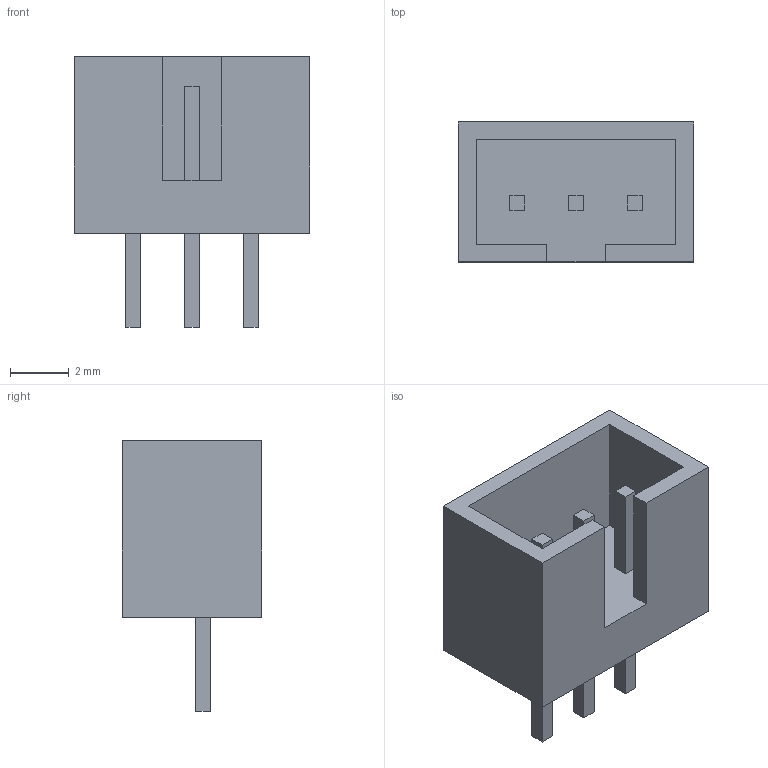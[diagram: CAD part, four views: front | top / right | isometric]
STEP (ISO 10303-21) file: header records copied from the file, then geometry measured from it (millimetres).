
FILE_DESCRIPTION (( 'STEP AP214' ), '1' );
FILE_NAME ('Conn_WB-03(MW-3M).STEP', '2020-02-22T17:36:12', ( '' ), ( '' ), 'SwSTEP 2.0', 'SolidWorks 2020', '' );
FILE_SCHEMA (( 'AUTOMOTIVE_DESIGN' ));
Length unit declared in the file: millimetre
Products named in the file (1): Conn_WB-03(MW-3M)
Bounding box: 8 x 4.75 x 9.2 mm (x, y, z)
Volume: 126.4 mm3; surface area: 342.6 mm2
Topology: 1 solids, 1 shells, 44 faces, 108 edges, 72 vertices
Faces by surface type: plane 44
Entity records: 1790 total; most frequent: CARTESIAN_POINT 225, ORIENTED_EDGE 216, DIRECTION 198, EDGE_CURVE 108, VECTOR 108, LINE 108, VERTEX_POINT 72, EDGE_LOOP 50
